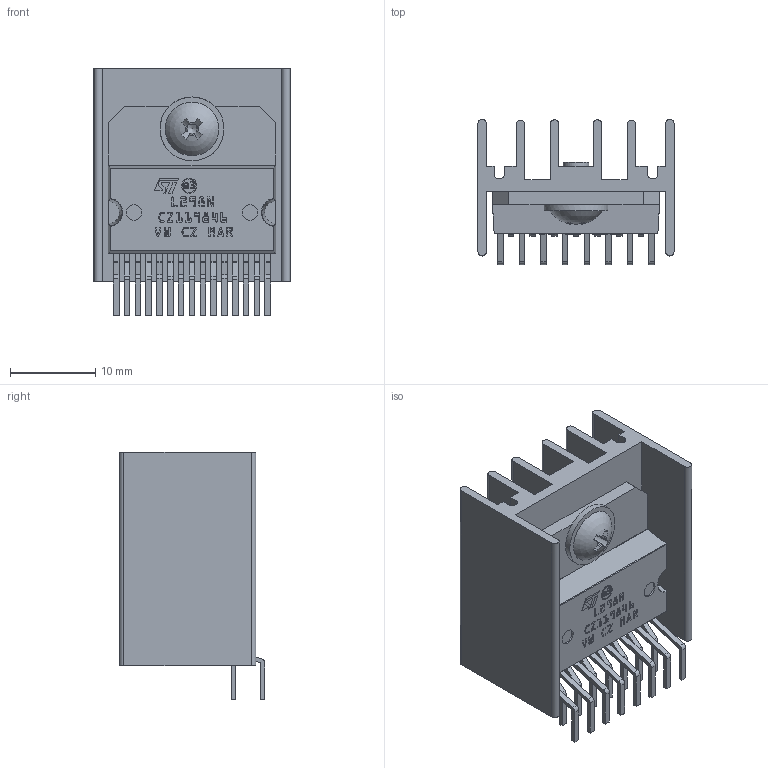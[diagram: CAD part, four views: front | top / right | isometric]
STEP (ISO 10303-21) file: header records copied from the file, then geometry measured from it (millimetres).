
FILE_DESCRIPTION(('FreeCAD Model'),'2;1');
FILE_NAME('L298N_Heatsink_axisZ.step', '2018-09-19T09:24:09',('Author'),(''), 'Open CASCADE STEP processor 7.2','FreeCAD','Unknown');
FILE_SCHEMA(('AUTOMOTIVE_DESIGN { 1 0 10303 214 1 1 1 1 }'));
Products named in the file (1): L298N_Heatsink
Bounding box: 23 x 17.02 x 29 mm (x, y, z)
Volume: 3782.1 mm3; surface area: 4926.1 mm2
Topology: 1 solids, 1 shells, 944 faces, 2571 edges, 1687 vertices
Faces by surface type: plane 528, extrusion 321, cylinder 84, cone 9, sphere 1, revolution 1
Full cylindrical faces by diameter (mm): 1.6 x1, 1.8 x3, 3 x1, 3.65 x1, 3.66 x1, 7.5 x1
Entity records: 70579 total; most frequent: CARTESIAN_POINT 14905, DIRECTION 7921, VECTOR 6090, LINE 5769, ORIENTED_EDGE 5140, PCURVE 5140, DEFINITIONAL_REPRESENTATION 5140, EDGE_CURVE 2570
